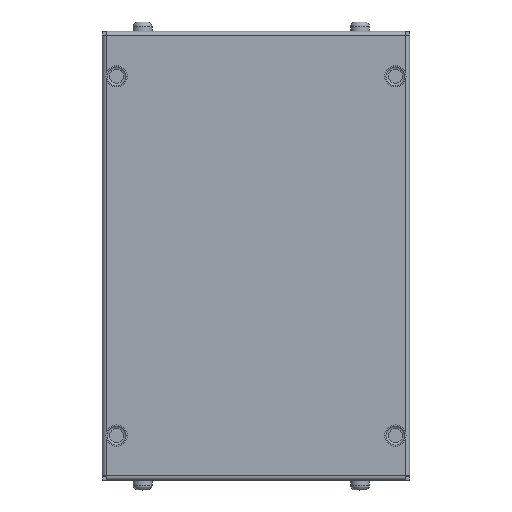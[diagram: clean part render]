
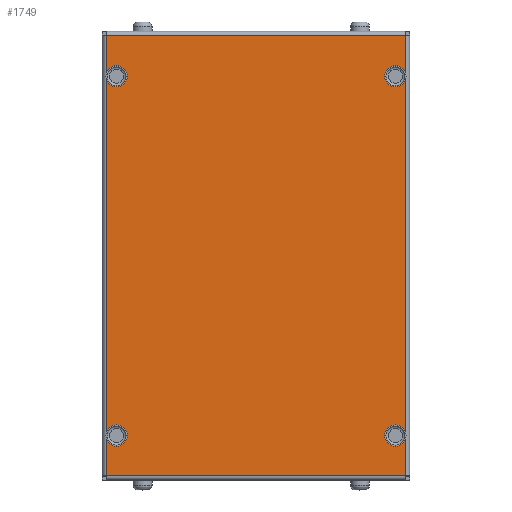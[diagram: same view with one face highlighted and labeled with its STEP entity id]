
A CAD part, top view. The second image highlights one B-rep face of the part: STEP entity #1749.
In plain terms, the highlighted planar face has unit normal (0, 0, 1).
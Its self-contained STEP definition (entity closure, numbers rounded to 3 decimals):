
#158=FACE_BOUND('',#426,.T.);
#159=FACE_BOUND('',#427,.T.);
#160=FACE_BOUND('',#428,.T.);
#161=FACE_BOUND('',#429,.T.);
#210=PLANE('',#1958);
#293=FACE_OUTER_BOUND('',#425,.T.);
#425=EDGE_LOOP('',(#1554,#1555,#1556,#1557));
#426=EDGE_LOOP('',(#1558));
#427=EDGE_LOOP('',(#1559));
#428=EDGE_LOOP('',(#1560));
#429=EDGE_LOOP('',(#1561));
#535=LINE('',#2879,#673);
#551=LINE('',#2920,#689);
#569=LINE('',#2967,#707);
#577=LINE('',#2985,#715);
#673=VECTOR('',#2292,10.);
#689=VECTOR('',#2334,10.);
#707=VECTOR('',#2390,10.);
#715=VECTOR('',#2412,10.);
#791=CIRCLE('',#1959,1.265);
#792=CIRCLE('',#1960,1.265);
#793=CIRCLE('',#1961,1.265);
#794=CIRCLE('',#1962,1.265);
#904=VERTEX_POINT('',#2876);
#905=VERTEX_POINT('',#2878);
#916=VERTEX_POINT('',#2917);
#917=VERTEX_POINT('',#2919);
#935=VERTEX_POINT('',#3010);
#936=VERTEX_POINT('',#3012);
#937=VERTEX_POINT('',#3014);
#938=VERTEX_POINT('',#3016);
#1081=EDGE_CURVE('',#905,#904,#535,.T.);
#1101=EDGE_CURVE('',#917,#916,#551,.T.);
#1126=EDGE_CURVE('',#904,#917,#569,.T.);
#1137=EDGE_CURVE('',#916,#905,#577,.T.);
#1148=EDGE_CURVE('',#935,#935,#791,.F.);
#1149=EDGE_CURVE('',#936,#936,#792,.F.);
#1150=EDGE_CURVE('',#937,#937,#793,.F.);
#1151=EDGE_CURVE('',#938,#938,#794,.F.);
#1554=ORIENTED_EDGE('',*,*,#1101,.T.);
#1555=ORIENTED_EDGE('',*,*,#1137,.T.);
#1556=ORIENTED_EDGE('',*,*,#1081,.T.);
#1557=ORIENTED_EDGE('',*,*,#1126,.T.);
#1558=ORIENTED_EDGE('',*,*,#1148,.T.);
#1559=ORIENTED_EDGE('',*,*,#1149,.T.);
#1560=ORIENTED_EDGE('',*,*,#1150,.T.);
#1561=ORIENTED_EDGE('',*,*,#1151,.T.);
#1749=ADVANCED_FACE('',(#293,#158,#159,#160,#161),#210,.T.);
#1958=AXIS2_PLACEMENT_3D('',#3009,#2446,#2447);
#1959=AXIS2_PLACEMENT_3D('',#3011,#2448,#2449);
#1960=AXIS2_PLACEMENT_3D('',#3013,#2450,#2451);
#1961=AXIS2_PLACEMENT_3D('',#3015,#2452,#2453);
#1962=AXIS2_PLACEMENT_3D('',#3017,#2454,#2455);
#2292=DIRECTION('',(0.,1.,0.));
#2334=DIRECTION('',(0.,-1.,0.));
#2390=DIRECTION('',(-1.,0.,0.));
#2412=DIRECTION('',(1.,0.,0.));
#2446=DIRECTION('center_axis',(0.,0.,1.));
#2447=DIRECTION('ref_axis',(1.,0.,0.));
#2448=DIRECTION('center_axis',(0.,0.,1.));
#2449=DIRECTION('ref_axis',(1.,0.,0.));
#2450=DIRECTION('center_axis',(0.,0.,1.));
#2451=DIRECTION('ref_axis',(1.,0.,0.));
#2452=DIRECTION('center_axis',(0.,0.,1.));
#2453=DIRECTION('ref_axis',(1.,0.,0.));
#2454=DIRECTION('center_axis',(0.,0.,1.));
#2455=DIRECTION('ref_axis',(1.,0.,0.));
#2876=CARTESIAN_POINT('',(63.095,93.095,1.588));
#2878=CARTESIAN_POINT('',(63.095,-93.095,1.588));
#2879=CARTESIAN_POINT('',(63.095,46.548,1.588));
#2917=CARTESIAN_POINT('',(-63.095,-93.095,1.588));
#2919=CARTESIAN_POINT('',(-63.095,93.095,1.588));
#2920=CARTESIAN_POINT('',(-63.095,-46.548,1.588));
#2967=CARTESIAN_POINT('',(-32.5,93.095,1.588));
#2985=CARTESIAN_POINT('',(32.5,-93.095,1.588));
#3009=CARTESIAN_POINT('Origin',(0.,0.,1.588));
#3010=CARTESIAN_POINT('',(-60.265,76.,1.588));
#3011=CARTESIAN_POINT('Origin',(-59.,76.,1.588));
#3012=CARTESIAN_POINT('',(57.736,76.,1.588));
#3013=CARTESIAN_POINT('Origin',(59.,76.,1.588));
#3014=CARTESIAN_POINT('',(57.736,-76.,1.588));
#3015=CARTESIAN_POINT('Origin',(59.,-76.,1.588));
#3016=CARTESIAN_POINT('',(-60.265,-76.,1.588));
#3017=CARTESIAN_POINT('Origin',(-59.,-76.,1.588));
